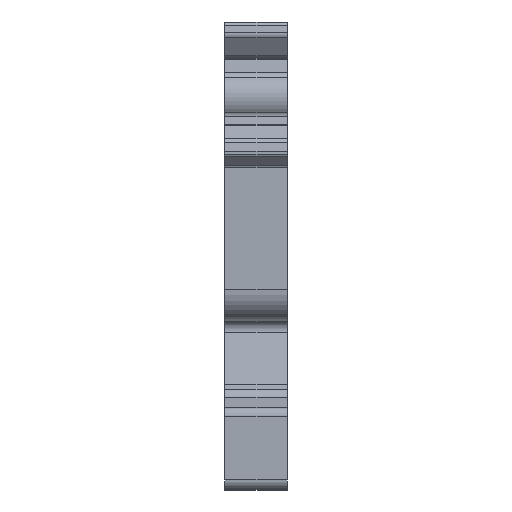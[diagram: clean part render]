
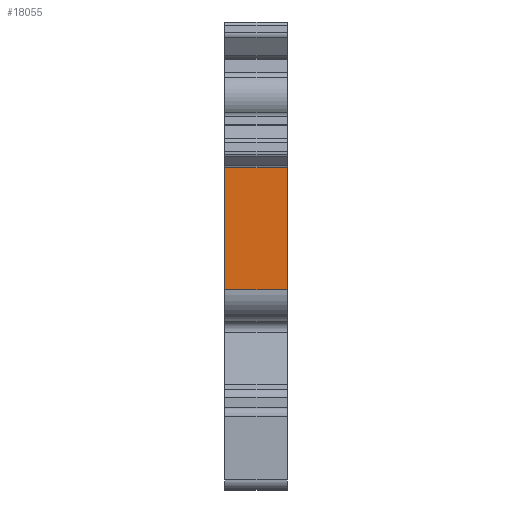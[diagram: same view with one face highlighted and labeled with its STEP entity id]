
A CAD part, left-side view. The second image highlights one B-rep face of the part: STEP entity #18055.
In plain terms, the highlighted planar face has unit normal (-1, 0, 0).
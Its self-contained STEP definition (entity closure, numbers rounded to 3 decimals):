
#1705 = CARTESIAN_POINT ( 'NONE',  ( -53.25, 5., 18.488 ) ) ;
#2052 = EDGE_LOOP ( 'NONE', ( #17899, #32705, #18553, #7328 ) ) ;
#2768 = LINE ( 'NONE', #12397, #24555 ) ;
#3121 = DIRECTION ( 'NONE',  ( 0., -1., 0. ) ) ;
#3346 = CARTESIAN_POINT ( 'NONE',  ( -53.25, 5., 18.488 ) ) ;
#3567 = VECTOR ( 'NONE', #28600, 1000. ) ;
#7128 = VERTEX_POINT ( 'NONE', #12501 ) ;
#7328 = ORIENTED_EDGE ( 'NONE', *, *, #39829, .T. ) ;
#7515 = LINE ( 'NONE', #21959, #3567 ) ;
#9393 = CARTESIAN_POINT ( 'NONE',  ( -53.25, 5., 8.734 ) ) ;
#9864 = DIRECTION ( 'NONE',  ( 0., 0., 1. ) ) ;
#9884 = CARTESIAN_POINT ( 'NONE',  ( -53.25, 5., 8.734 ) ) ;
#12397 = CARTESIAN_POINT ( 'NONE',  ( -53.25, 5., 8.734 ) ) ;
#12501 = CARTESIAN_POINT ( 'NONE',  ( -53.25, 0., 8.734 ) ) ;
#15928 = EDGE_CURVE ( 'NONE', #20879, #21633, #30642, .T. ) ;
#17082 = VECTOR ( 'NONE', #9864, 1000. ) ;
#17223 = VERTEX_POINT ( 'NONE', #9884 ) ;
#17334 = AXIS2_PLACEMENT_3D ( 'NONE', #9393, #37344, #26139 ) ;
#17899 = ORIENTED_EDGE ( 'NONE', *, *, #21544, .T. ) ;
#18055 = ADVANCED_FACE ( 'NONE', ( #43982 ), #37110, .F. ) ;
#18553 = ORIENTED_EDGE ( 'NONE', *, *, #26020, .F. ) ;
#19762 = VECTOR ( 'NONE', #3121, 1000. ) ;
#20879 = VERTEX_POINT ( 'NONE', #1705 ) ;
#21544 = EDGE_CURVE ( 'NONE', #7128, #21633, #27754, .T. ) ;
#21633 = VERTEX_POINT ( 'NONE', #29557 ) ;
#21959 = CARTESIAN_POINT ( 'NONE',  ( -53.25, 5., 8.734 ) ) ;
#22722 = DIRECTION ( 'NONE',  ( 0., -1., 0. ) ) ;
#24555 = VECTOR ( 'NONE', #22722, 1000. ) ;
#26020 = EDGE_CURVE ( 'NONE', #17223, #20879, #7515, .T. ) ;
#26139 = DIRECTION ( 'NONE',  ( 0., 0., 1. ) ) ;
#27754 = LINE ( 'NONE', #38714, #17082 ) ;
#28600 = DIRECTION ( 'NONE',  ( 0., 0., 1. ) ) ;
#29557 = CARTESIAN_POINT ( 'NONE',  ( -53.25, 0., 18.488 ) ) ;
#30642 = LINE ( 'NONE', #3346, #19762 ) ;
#32705 = ORIENTED_EDGE ( 'NONE', *, *, #15928, .F. ) ;
#37110 = PLANE ( 'NONE',  #17334 ) ;
#37344 = DIRECTION ( 'NONE',  ( 1., 0., 0. ) ) ;
#38714 = CARTESIAN_POINT ( 'NONE',  ( -53.25, 0., 8.734 ) ) ;
#39829 = EDGE_CURVE ( 'NONE', #17223, #7128, #2768, .T. ) ;
#43982 = FACE_OUTER_BOUND ( 'NONE', #2052, .T. ) ;
